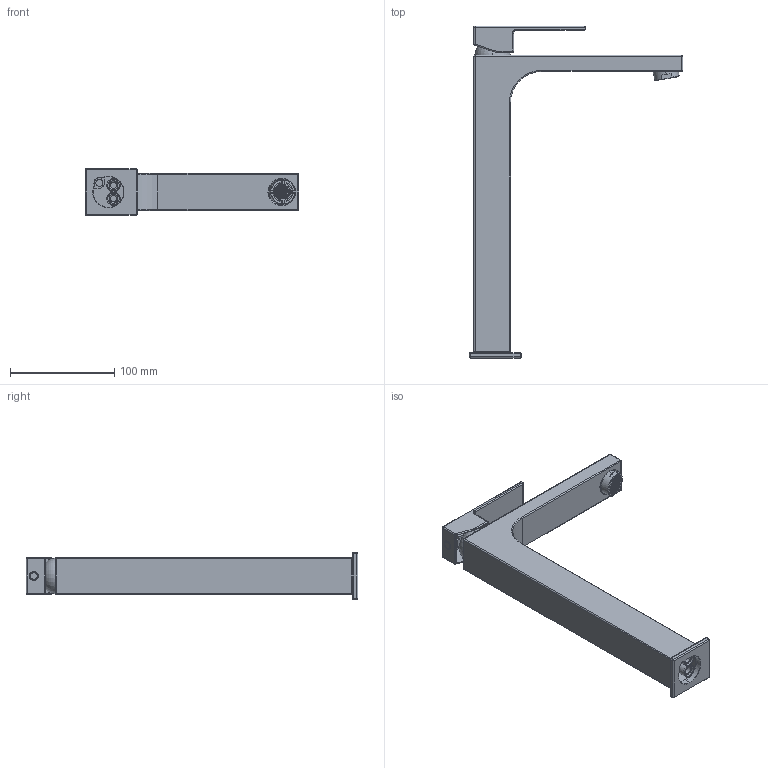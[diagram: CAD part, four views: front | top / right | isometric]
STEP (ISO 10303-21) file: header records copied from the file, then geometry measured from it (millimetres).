
FILE_DESCRIPTION (( 'STEP AP214' ), '1' );
FILE_NAME ('00020032AL.STEP', '2023-06-08T14:53:47', ( '' ), ( '' ), 'SwSTEP 2.0', 'SolidWorks 2018', '' );
FILE_SCHEMA (( 'AUTOMOTIVE_DESIGN' ));
Length unit declared in the file: millimetre
Products named in the file (10): Copia di ghiera premicartuccia lavabo H-uno^00020032AL; 92400 retina filtro; 0000092501; 0000120002; base H-uno; 0000092400; 00020032AL; 01020030AL; CAPPUCCIO 20032
Assembly tree (9 placements, depth 3):
  00020032AL
    01020030AL
    0000092400
      0000092400
      92400 retina filtro
    base H-uno
    0000092501
    Copia di ghiera premicartuccia lavabo H-uno^00020032AL
    CAPPUCCIO 20032
    0000120002
Bounding box: 204.5 x 318 x 44.8 mm (x, y, z)
Volume: 412228.2 mm3; surface area: 114935.2 mm2
Topology: 18 solids, 18 shells, 1049 faces, 2551 edges, 1594 vertices
Faces by surface type: plane 623, cylinder 224, torus 104, cone 61, sphere 26, bspline 11
Entity records: 36299 total; most frequent: CARTESIAN_POINT 8988, DIRECTION 5265, ORIENTED_EDGE 5058, EDGE_CURVE 2529, AXIS2_PLACEMENT_3D 1773, VECTOR 1719, LINE 1719, VERTEX_POINT 1594
